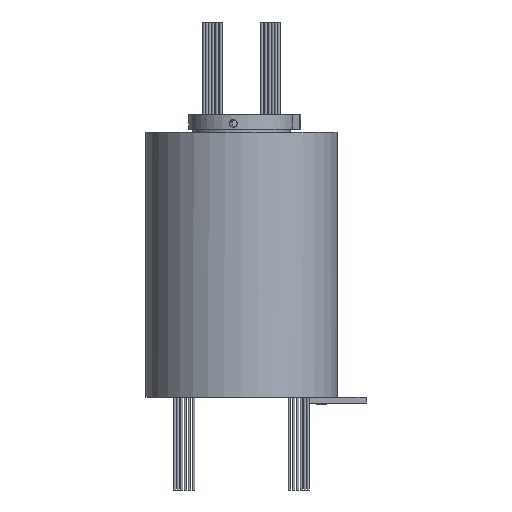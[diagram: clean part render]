
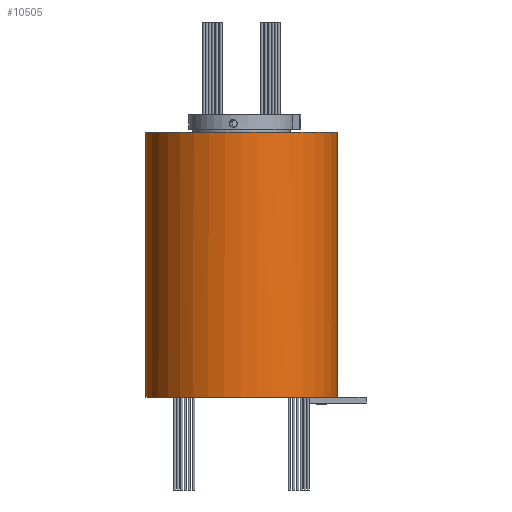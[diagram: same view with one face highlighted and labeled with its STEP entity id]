
A CAD part, front view. The second image highlights one B-rep face of the part: STEP entity #10505.
In plain terms, the highlighted cylindrical face has radius 49.5 mm (diameter 99 mm), a partial arc.
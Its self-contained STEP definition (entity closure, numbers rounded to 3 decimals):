
#443 = DIRECTION ( 'NONE',  ( 0., 0., 1. ) ) ;
#716 = CARTESIAN_POINT ( 'NONE',  ( -49.5, 0., -137.1 ) ) ;
#2505 = DIRECTION ( 'NONE',  ( 1., 0., 0. ) ) ;
#2971 = EDGE_CURVE ( 'NONE', #3121, #19056, #12146, .T. ) ;
#3121 = VERTEX_POINT ( 'NONE', #5517 ) ;
#3183 = AXIS2_PLACEMENT_3D ( 'NONE', #17168, #8250, #2505 ) ;
#3740 = EDGE_CURVE ( 'NONE', #19231, #19002, #18289, .T. ) ;
#4259 = CARTESIAN_POINT ( 'NONE',  ( 0., 0., 0. ) ) ;
#4421 = ORIENTED_EDGE ( 'NONE', *, *, #10134, .T. ) ;
#4814 = CARTESIAN_POINT ( 'NONE',  ( 49.5, 0., -137.1 ) ) ;
#5151 = CARTESIAN_POINT ( 'NONE',  ( 49.5, 0., 0. ) ) ;
#5371 = CIRCLE ( 'NONE', #13027, 49.5 ) ;
#5399 = VERTEX_POINT ( 'NONE', #8677 ) ;
#5517 = CARTESIAN_POINT ( 'NONE',  ( 49.5, 0., -137.1 ) ) ;
#6087 = AXIS2_PLACEMENT_3D ( 'NONE', #4259, #13174, #14674 ) ;
#6594 = CARTESIAN_POINT ( 'NONE',  ( -49.5, 0., 0. ) ) ;
#7486 = CARTESIAN_POINT ( 'NONE',  ( -49.5, 0., -137.1 ) ) ;
#8166 = CIRCLE ( 'NONE', #6087, 49.5 ) ;
#8186 = ORIENTED_EDGE ( 'NONE', *, *, #2971, .T. ) ;
#8250 = DIRECTION ( 'NONE',  ( 0., 0., 1. ) ) ;
#8280 = ORIENTED_EDGE ( 'NONE', *, *, #8627, .F. ) ;
#8533 = EDGE_LOOP ( 'NONE', ( #15360, #4421, #19023, #8186, #8280 ) ) ;
#8627 = EDGE_CURVE ( 'NONE', #19002, #19056, #8166, .T. ) ;
#8677 = CARTESIAN_POINT ( 'NONE',  ( 48.58, -9.5, -137.1 ) ) ;
#10134 = EDGE_CURVE ( 'NONE', #19231, #5399, #5371, .T. ) ;
#10243 = AXIS2_PLACEMENT_3D ( 'NONE', #13894, #15413, #15478 ) ;
#10244 = DIRECTION ( 'NONE',  ( 0., 0., 1. ) ) ;
#10451 = DIRECTION ( 'NONE',  ( 1., 0., 0. ) ) ;
#10505 = ADVANCED_FACE ( 'NONE', ( #19196 ), #17786, .T. ) ;
#10702 = CIRCLE ( 'NONE', #10243, 49.5 ) ;
#12146 = LINE ( 'NONE', #4814, #14960 ) ;
#13027 = AXIS2_PLACEMENT_3D ( 'NONE', #19482, #10244, #10451 ) ;
#13174 = DIRECTION ( 'NONE',  ( 0., 0., 1. ) ) ;
#13894 = CARTESIAN_POINT ( 'NONE',  ( 0., 0., -137.1 ) ) ;
#14674 = DIRECTION ( 'NONE',  ( 1., 0., 0. ) ) ;
#14762 = VECTOR ( 'NONE', #18007, 1000. ) ;
#14960 = VECTOR ( 'NONE', #443, 1000. ) ;
#15360 = ORIENTED_EDGE ( 'NONE', *, *, #3740, .F. ) ;
#15413 = DIRECTION ( 'NONE',  ( 0., 0., 1. ) ) ;
#15478 = DIRECTION ( 'NONE',  ( 1., 0., 0. ) ) ;
#17168 = CARTESIAN_POINT ( 'NONE',  ( 0., 0., -137.1 ) ) ;
#17786 = CYLINDRICAL_SURFACE ( 'NONE', #3183, 49.5 ) ;
#18007 = DIRECTION ( 'NONE',  ( 0., 0., 1. ) ) ;
#18289 = LINE ( 'NONE', #7486, #14762 ) ;
#19002 = VERTEX_POINT ( 'NONE', #6594 ) ;
#19023 = ORIENTED_EDGE ( 'NONE', *, *, #19063, .T. ) ;
#19056 = VERTEX_POINT ( 'NONE', #5151 ) ;
#19063 = EDGE_CURVE ( 'NONE', #5399, #3121, #10702, .T. ) ;
#19196 = FACE_OUTER_BOUND ( 'NONE', #8533, .T. ) ;
#19231 = VERTEX_POINT ( 'NONE', #716 ) ;
#19482 = CARTESIAN_POINT ( 'NONE',  ( 0., 0., -137.1 ) ) ;
